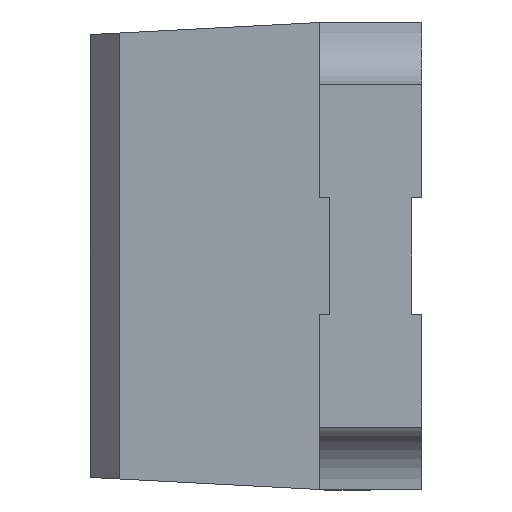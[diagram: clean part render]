
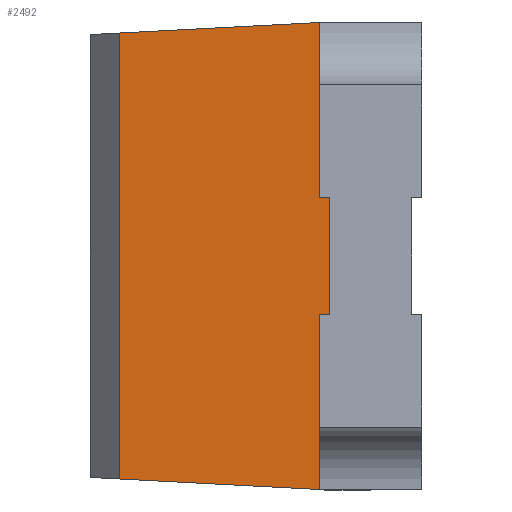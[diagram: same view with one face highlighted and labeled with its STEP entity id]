
A CAD part, left-side view. The second image highlights one B-rep face of the part: STEP entity #2492.
In plain terms, the highlighted planar face has unit normal (-0.999, 0.052, 0).
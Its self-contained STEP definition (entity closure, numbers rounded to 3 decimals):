
#40 = FACE_OUTER_BOUND ( 'NONE', #2112, .T. ) ;
#181 = AXIS2_PLACEMENT_3D ( 'NONE', #1437, #1256, #1209 ) ;
#200 = CARTESIAN_POINT ( 'NONE',  ( -0.712, 1., -0.757 ) ) ;
#211 = LINE ( 'NONE', #200, #2467 ) ;
#328 = VERTEX_POINT ( 'NONE', #2288 ) ;
#477 = EDGE_CURVE ( 'NONE', #749, #1554, #211, .T. ) ;
#526 = DIRECTION ( 'NONE',  ( 0., 0., 1. ) ) ;
#601 = EDGE_CURVE ( 'NONE', #749, #1361, #2425, .T. ) ;
#709 = LINE ( 'NONE', #1470, #987 ) ;
#749 = VERTEX_POINT ( 'NONE', #1340 ) ;
#813 = PLANE ( 'NONE',  #181 ) ;
#905 = CARTESIAN_POINT ( 'NONE',  ( -0.75, 0.28, 0.8 ) ) ;
#987 = VECTOR ( 'NONE', #526, 1000. ) ;
#1063 = VECTOR ( 'NONE', #1523, 1000. ) ;
#1209 = DIRECTION ( 'NONE',  ( -0.052, -0.999, 0. ) ) ;
#1256 = DIRECTION ( 'NONE',  ( -0.999, 0.052, 0. ) ) ;
#1263 = CARTESIAN_POINT ( 'NONE',  ( -0.712, 1., -0.762 ) ) ;
#1340 = CARTESIAN_POINT ( 'NONE',  ( -0.712, 1., 0.762 ) ) ;
#1355 = DIRECTION ( 'NONE',  ( 0., 0., -1. ) ) ;
#1361 = VERTEX_POINT ( 'NONE', #905 ) ;
#1370 = EDGE_CURVE ( 'NONE', #1554, #328, #1507, .T. ) ;
#1395 = ORIENTED_EDGE ( 'NONE', *, *, #477, .T. ) ;
#1437 = CARTESIAN_POINT ( 'NONE',  ( -0.75, 0.28, 0. ) ) ;
#1470 = CARTESIAN_POINT ( 'NONE',  ( -0.75, 0.28, 0. ) ) ;
#1507 = LINE ( 'NONE', #2289, #1063 ) ;
#1523 = DIRECTION ( 'NONE',  ( -0.052, -0.997, -0.052 ) ) ;
#1554 = VERTEX_POINT ( 'NONE', #1263 ) ;
#1617 = DIRECTION ( 'NONE',  ( -0.052, -0.997, 0.052 ) ) ;
#1717 = ORIENTED_EDGE ( 'NONE', *, *, #1370, .T. ) ;
#1879 = ORIENTED_EDGE ( 'NONE', *, *, #601, .F. ) ;
#1963 = EDGE_CURVE ( 'NONE', #328, #1361, #709, .T. ) ;
#2112 = EDGE_LOOP ( 'NONE', ( #1879, #1395, #1717, #2216 ) ) ;
#2130 = VECTOR ( 'NONE', #1617, 1000. ) ;
#2175 = CARTESIAN_POINT ( 'NONE',  ( -0.748, 0.319, 0.798 ) ) ;
#2216 = ORIENTED_EDGE ( 'NONE', *, *, #1963, .T. ) ;
#2288 = CARTESIAN_POINT ( 'NONE',  ( -0.75, 0.28, -0.8 ) ) ;
#2289 = CARTESIAN_POINT ( 'NONE',  ( -0.748, 0.322, -0.798 ) ) ;
#2425 = LINE ( 'NONE', #2175, #2130 ) ;
#2467 = VECTOR ( 'NONE', #1355, 1000. ) ;
#2492 = ADVANCED_FACE ( 'NONE', ( #40 ), #813, .T. ) ;
